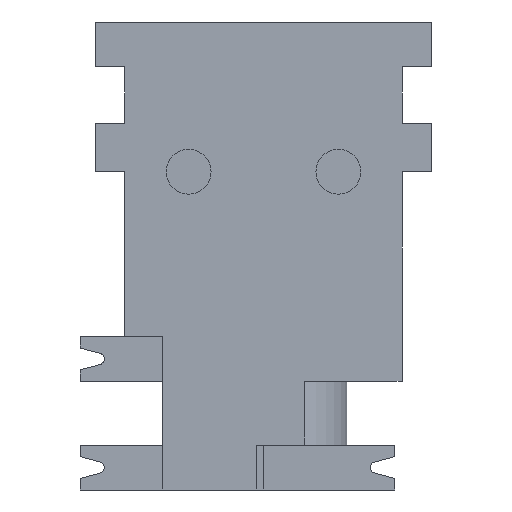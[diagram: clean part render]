
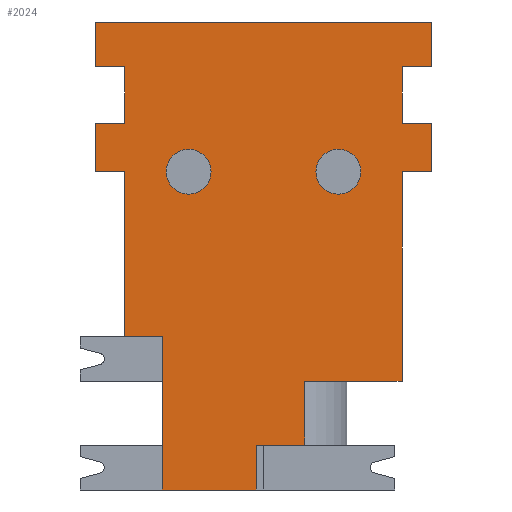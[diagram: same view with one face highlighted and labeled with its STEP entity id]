
A CAD part, front view. The second image highlights one B-rep face of the part: STEP entity #2024.
In plain terms, the highlighted planar face has unit normal (0, -1, 0).
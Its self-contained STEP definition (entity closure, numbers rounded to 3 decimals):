
#1580 = VERTEX_POINT('',#1581);
#1581 = CARTESIAN_POINT('',(-2.,0.,-4.6));
#1587 = EDGE_CURVE('',#1580,#1588,#1590,.T.);
#1588 = VERTEX_POINT('',#1589);
#1589 = CARTESIAN_POINT('',(-2.,0.,-3.4));
#1590 = CIRCLE('',#1591,0.6);
#1591 = AXIS2_PLACEMENT_3D('',#1592,#1593,#1594);
#1592 = CARTESIAN_POINT('',(-2.,0.,-4.));
#1593 = DIRECTION('',(0.,-1.,0.));
#1594 = DIRECTION('',(0.,0.,-1.));
#1622 = VERTEX_POINT('',#1623);
#1623 = CARTESIAN_POINT('',(2.,0.,-4.6));
#1629 = EDGE_CURVE('',#1622,#1630,#1632,.T.);
#1630 = VERTEX_POINT('',#1631);
#1631 = CARTESIAN_POINT('',(2.,0.,-3.4));
#1632 = CIRCLE('',#1633,0.6);
#1633 = AXIS2_PLACEMENT_3D('',#1634,#1635,#1636);
#1634 = CARTESIAN_POINT('',(2.,0.,-4.));
#1635 = DIRECTION('',(0.,-1.,0.));
#1636 = DIRECTION('',(0.,0.,1.));
#1661 = EDGE_CURVE('',#1630,#1622,#1662,.T.);
#1662 = CIRCLE('',#1663,0.6);
#1663 = AXIS2_PLACEMENT_3D('',#1664,#1665,#1666);
#1664 = CARTESIAN_POINT('',(2.,0.,-4.));
#1665 = DIRECTION('',(0.,-1.,0.));
#1666 = DIRECTION('',(0.,0.,1.));
#1685 = EDGE_CURVE('',#1588,#1580,#1686,.T.);
#1686 = CIRCLE('',#1687,0.6);
#1687 = AXIS2_PLACEMENT_3D('',#1688,#1689,#1690);
#1688 = CARTESIAN_POINT('',(-2.,0.,-4.));
#1689 = DIRECTION('',(0.,-1.,0.));
#1690 = DIRECTION('',(0.,0.,-1.));
#1951 = VERTEX_POINT('',#1952);
#1952 = CARTESIAN_POINT('',(4.5,0.,-1.2));
#1967 = VERTEX_POINT('',#1968);
#1968 = CARTESIAN_POINT('',(4.5,0.,0.));
#1974 = EDGE_CURVE('',#1951,#1967,#1975,.T.);
#1975 = LINE('',#1976,#1977);
#1976 = CARTESIAN_POINT('',(4.5,0.,-12.5));
#1977 = VECTOR('',#1978,1.);
#1978 = DIRECTION('',(0.,0.,1.));
#1991 = VERTEX_POINT('',#1992);
#1992 = CARTESIAN_POINT('',(-4.5,0.,-1.2));
#1998 = EDGE_CURVE('',#1991,#1999,#2001,.T.);
#1999 = VERTEX_POINT('',#2000);
#2000 = CARTESIAN_POINT('',(-4.5,0.,0.));
#2001 = LINE('',#2002,#2003);
#2002 = CARTESIAN_POINT('',(-4.5,0.,-12.5));
#2003 = VECTOR('',#2004,1.);
#2004 = DIRECTION('',(0.,0.,1.));
#2024 = ADVANCED_FACE('',(#2025,#2185,#2189),#2193,.T.);
#2025 = FACE_BOUND('',#2026,.T.);
#2026 = EDGE_LOOP('',(#2027,#2037,#2045,#2053,#2061,#2069,#2077,#2085,
    #2093,#2101,#2107,#2108,#2114,#2115,#2123,#2131,#2139,#2147,#2155,
    #2163,#2171,#2179));
#2027 = ORIENTED_EDGE('',*,*,#2028,.F.);
#2028 = EDGE_CURVE('',#2029,#2031,#2033,.T.);
#2029 = VERTEX_POINT('',#2030);
#2030 = CARTESIAN_POINT('',(-0.2,0.,-11.3));
#2031 = VERTEX_POINT('',#2032);
#2032 = CARTESIAN_POINT('',(-0.2,0.,-12.5));
#2033 = LINE('',#2034,#2035);
#2034 = CARTESIAN_POINT('',(-0.2,0.,-11.3));
#2035 = VECTOR('',#2036,1.);
#2036 = DIRECTION('',(0.,0.,-1.));
#2037 = ORIENTED_EDGE('',*,*,#2038,.F.);
#2038 = EDGE_CURVE('',#2039,#2029,#2041,.T.);
#2039 = VERTEX_POINT('',#2040);
#2040 = CARTESIAN_POINT('',(1.1,0.,-11.3));
#2041 = LINE('',#2042,#2043);
#2042 = CARTESIAN_POINT('',(1.1,0.,-11.3));
#2043 = VECTOR('',#2044,1.);
#2044 = DIRECTION('',(-1.,0.,0.));
#2045 = ORIENTED_EDGE('',*,*,#2046,.F.);
#2046 = EDGE_CURVE('',#2047,#2039,#2049,.T.);
#2047 = VERTEX_POINT('',#2048);
#2048 = CARTESIAN_POINT('',(1.1,0.,-9.6));
#2049 = LINE('',#2050,#2051);
#2050 = CARTESIAN_POINT('',(1.1,0.,-9.6));
#2051 = VECTOR('',#2052,1.);
#2052 = DIRECTION('',(0.,0.,-1.));
#2053 = ORIENTED_EDGE('',*,*,#2054,.F.);
#2054 = EDGE_CURVE('',#2055,#2047,#2057,.T.);
#2055 = VERTEX_POINT('',#2056);
#2056 = CARTESIAN_POINT('',(3.7,0.,-9.6));
#2057 = LINE('',#2058,#2059);
#2058 = CARTESIAN_POINT('',(1.1,0.,-9.6));
#2059 = VECTOR('',#2060,1.);
#2060 = DIRECTION('',(-1.,-0.,-0.));
#2061 = ORIENTED_EDGE('',*,*,#2062,.F.);
#2062 = EDGE_CURVE('',#2063,#2055,#2065,.T.);
#2063 = VERTEX_POINT('',#2064);
#2064 = CARTESIAN_POINT('',(3.7,0.,-4.));
#2065 = LINE('',#2066,#2067);
#2066 = CARTESIAN_POINT('',(3.7,0.,-4.));
#2067 = VECTOR('',#2068,1.);
#2068 = DIRECTION('',(0.,0.,-1.));
#2069 = ORIENTED_EDGE('',*,*,#2070,.F.);
#2070 = EDGE_CURVE('',#2071,#2063,#2073,.T.);
#2071 = VERTEX_POINT('',#2072);
#2072 = CARTESIAN_POINT('',(4.5,0.,-4.));
#2073 = LINE('',#2074,#2075);
#2074 = CARTESIAN_POINT('',(4.5,0.,-4.));
#2075 = VECTOR('',#2076,1.);
#2076 = DIRECTION('',(-1.,0.,0.));
#2077 = ORIENTED_EDGE('',*,*,#2078,.T.);
#2078 = EDGE_CURVE('',#2071,#2079,#2081,.T.);
#2079 = VERTEX_POINT('',#2080);
#2080 = CARTESIAN_POINT('',(4.5,0.,-2.7));
#2081 = LINE('',#2082,#2083);
#2082 = CARTESIAN_POINT('',(4.5,0.,-12.5));
#2083 = VECTOR('',#2084,1.);
#2084 = DIRECTION('',(0.,0.,1.));
#2085 = ORIENTED_EDGE('',*,*,#2086,.F.);
#2086 = EDGE_CURVE('',#2087,#2079,#2089,.T.);
#2087 = VERTEX_POINT('',#2088);
#2088 = CARTESIAN_POINT('',(3.7,0.,-2.7));
#2089 = LINE('',#2090,#2091);
#2090 = CARTESIAN_POINT('',(3.7,0.,-2.7));
#2091 = VECTOR('',#2092,1.);
#2092 = DIRECTION('',(1.,0.,0.));
#2093 = ORIENTED_EDGE('',*,*,#2094,.F.);
#2094 = EDGE_CURVE('',#2095,#2087,#2097,.T.);
#2095 = VERTEX_POINT('',#2096);
#2096 = CARTESIAN_POINT('',(3.7,0.,-1.2));
#2097 = LINE('',#2098,#2099);
#2098 = CARTESIAN_POINT('',(3.7,0.,-1.2));
#2099 = VECTOR('',#2100,1.);
#2100 = DIRECTION('',(0.,0.,-1.));
#2101 = ORIENTED_EDGE('',*,*,#2102,.F.);
#2102 = EDGE_CURVE('',#1951,#2095,#2103,.T.);
#2103 = LINE('',#2104,#2105);
#2104 = CARTESIAN_POINT('',(4.5,0.,-1.2));
#2105 = VECTOR('',#2106,1.);
#2106 = DIRECTION('',(-1.,0.,0.));
#2107 = ORIENTED_EDGE('',*,*,#1974,.T.);
#2108 = ORIENTED_EDGE('',*,*,#2109,.F.);
#2109 = EDGE_CURVE('',#1999,#1967,#2110,.T.);
#2110 = LINE('',#2111,#2112);
#2111 = CARTESIAN_POINT('',(-4.5,0.,0.));
#2112 = VECTOR('',#2113,1.);
#2113 = DIRECTION('',(1.,0.,0.));
#2114 = ORIENTED_EDGE('',*,*,#1998,.F.);
#2115 = ORIENTED_EDGE('',*,*,#2116,.F.);
#2116 = EDGE_CURVE('',#2117,#1991,#2119,.T.);
#2117 = VERTEX_POINT('',#2118);
#2118 = CARTESIAN_POINT('',(-3.7,0.,-1.2));
#2119 = LINE('',#2120,#2121);
#2120 = CARTESIAN_POINT('',(-4.5,0.,-1.2));
#2121 = VECTOR('',#2122,1.);
#2122 = DIRECTION('',(-1.,0.,0.));
#2123 = ORIENTED_EDGE('',*,*,#2124,.F.);
#2124 = EDGE_CURVE('',#2125,#2117,#2127,.T.);
#2125 = VERTEX_POINT('',#2126);
#2126 = CARTESIAN_POINT('',(-3.7,0.,-2.7));
#2127 = LINE('',#2128,#2129);
#2128 = CARTESIAN_POINT('',(-3.7,0.,-1.2));
#2129 = VECTOR('',#2130,1.);
#2130 = DIRECTION('',(0.,0.,1.));
#2131 = ORIENTED_EDGE('',*,*,#2132,.F.);
#2132 = EDGE_CURVE('',#2133,#2125,#2135,.T.);
#2133 = VERTEX_POINT('',#2134);
#2134 = CARTESIAN_POINT('',(-4.5,0.,-2.7));
#2135 = LINE('',#2136,#2137);
#2136 = CARTESIAN_POINT('',(-3.7,0.,-2.7));
#2137 = VECTOR('',#2138,1.);
#2138 = DIRECTION('',(1.,0.,0.));
#2139 = ORIENTED_EDGE('',*,*,#2140,.F.);
#2140 = EDGE_CURVE('',#2141,#2133,#2143,.T.);
#2141 = VERTEX_POINT('',#2142);
#2142 = CARTESIAN_POINT('',(-4.5,0.,-4.));
#2143 = LINE('',#2144,#2145);
#2144 = CARTESIAN_POINT('',(-4.5,0.,-12.5));
#2145 = VECTOR('',#2146,1.);
#2146 = DIRECTION('',(0.,0.,1.));
#2147 = ORIENTED_EDGE('',*,*,#2148,.F.);
#2148 = EDGE_CURVE('',#2149,#2141,#2151,.T.);
#2149 = VERTEX_POINT('',#2150);
#2150 = CARTESIAN_POINT('',(-3.7,0.,-4.));
#2151 = LINE('',#2152,#2153);
#2152 = CARTESIAN_POINT('',(-4.5,0.,-4.));
#2153 = VECTOR('',#2154,1.);
#2154 = DIRECTION('',(-1.,-0.,-0.));
#2155 = ORIENTED_EDGE('',*,*,#2156,.F.);
#2156 = EDGE_CURVE('',#2157,#2149,#2159,.T.);
#2157 = VERTEX_POINT('',#2158);
#2158 = CARTESIAN_POINT('',(-3.7,0.,-8.4));
#2159 = LINE('',#2160,#2161);
#2160 = CARTESIAN_POINT('',(-3.7,0.,-4.));
#2161 = VECTOR('',#2162,1.);
#2162 = DIRECTION('',(0.,0.,1.));
#2163 = ORIENTED_EDGE('',*,*,#2164,.F.);
#2164 = EDGE_CURVE('',#2165,#2157,#2167,.T.);
#2165 = VERTEX_POINT('',#2166);
#2166 = CARTESIAN_POINT('',(-2.7,0.,-8.4));
#2167 = LINE('',#2168,#2169);
#2168 = CARTESIAN_POINT('',(-3.7,0.,-8.4));
#2169 = VECTOR('',#2170,1.);
#2170 = DIRECTION('',(-1.,-0.,-0.));
#2171 = ORIENTED_EDGE('',*,*,#2172,.F.);
#2172 = EDGE_CURVE('',#2173,#2165,#2175,.T.);
#2173 = VERTEX_POINT('',#2174);
#2174 = CARTESIAN_POINT('',(-2.7,0.,-12.5));
#2175 = LINE('',#2176,#2177);
#2176 = CARTESIAN_POINT('',(-2.7,0.,-8.4));
#2177 = VECTOR('',#2178,1.);
#2178 = DIRECTION('',(0.,0.,1.));
#2179 = ORIENTED_EDGE('',*,*,#2180,.T.);
#2180 = EDGE_CURVE('',#2173,#2031,#2181,.T.);
#2181 = LINE('',#2182,#2183);
#2182 = CARTESIAN_POINT('',(-4.5,0.,-12.5));
#2183 = VECTOR('',#2184,1.);
#2184 = DIRECTION('',(1.,0.,0.));
#2185 = FACE_BOUND('',#2186,.T.);
#2186 = EDGE_LOOP('',(#2187,#2188));
#2187 = ORIENTED_EDGE('',*,*,#1661,.F.);
#2188 = ORIENTED_EDGE('',*,*,#1629,.F.);
#2189 = FACE_BOUND('',#2190,.T.);
#2190 = EDGE_LOOP('',(#2191,#2192));
#2191 = ORIENTED_EDGE('',*,*,#1685,.F.);
#2192 = ORIENTED_EDGE('',*,*,#1587,.F.);
#2193 = PLANE('',#2194);
#2194 = AXIS2_PLACEMENT_3D('',#2195,#2196,#2197);
#2195 = CARTESIAN_POINT('',(-4.5,0.,-12.5));
#2196 = DIRECTION('',(0.,-1.,0.));
#2197 = DIRECTION('',(0.,0.,-1.));
